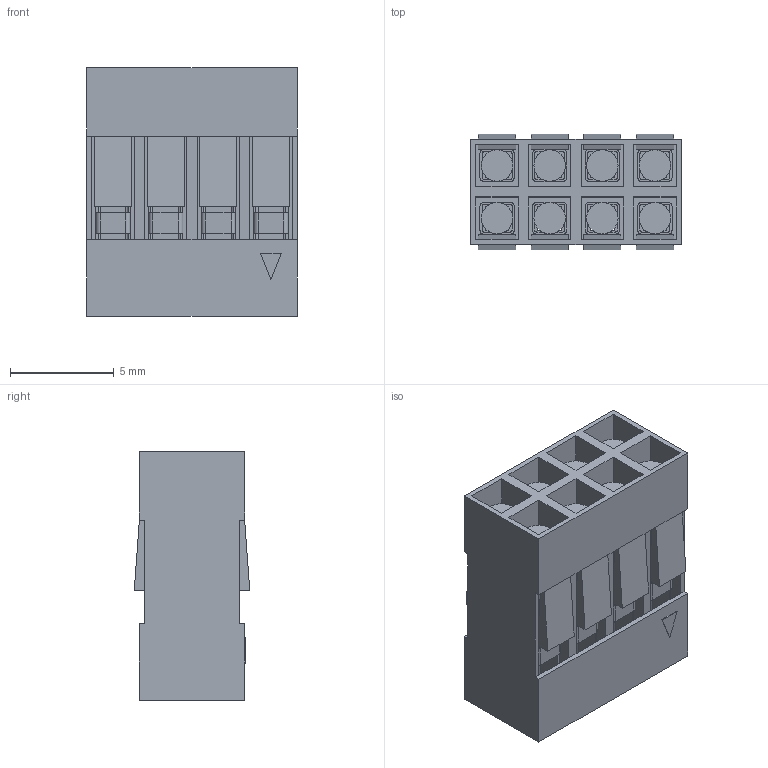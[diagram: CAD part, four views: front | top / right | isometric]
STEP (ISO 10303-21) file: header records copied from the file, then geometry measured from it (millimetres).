
FILE_DESCRIPTION (( 'STEP AP214' ), '1' );
FILE_NAME ('DS1071-2x4.STEP', '2019-05-31T22:52:32', ( 'VR' ), ( '' ), 'SwSTEP 2.0', 'SolidWorks 2016', '' );
FILE_SCHEMA (( 'AUTOMOTIVE_DESIGN' ));
Length unit declared in the file: millimetre
Products named in the file (1): DS1071-2x4
Bounding box: 10.16 x 5.57 x 12 mm (x, y, z)
Volume: 294.8 mm3; surface area: 1923.5 mm2
Topology: 9 solids, 9 shells, 546 faces, 1661 edges, 1054 vertices
Faces by surface type: plane 402, cylinder 144
Entity records: 24721 total; most frequent: ORIENTED_EDGE 3322, CARTESIAN_POINT 3262, DIRECTION 3123, EDGE_CURVE 1661, LINE 1293, VECTOR 1293, VERTEX_POINT 1054, AXIS2_PLACEMENT_3D 915
